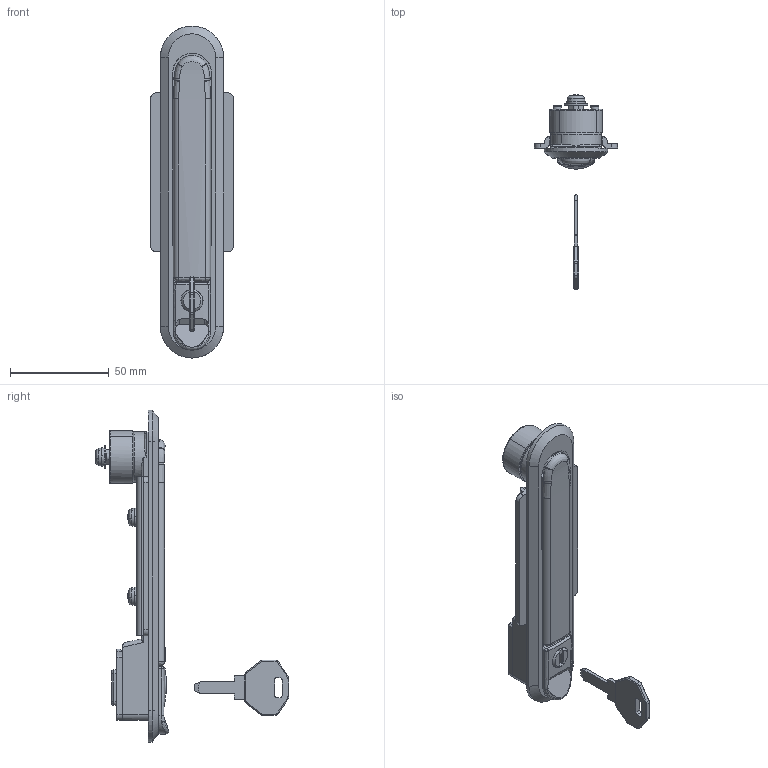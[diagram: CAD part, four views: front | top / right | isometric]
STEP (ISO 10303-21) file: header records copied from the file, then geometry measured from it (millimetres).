
FILE_DESCRIPTION((''),'2;1');
FILE_NAME('','2005-10-12T12:19:09',(''),(''),'','CADfix','');
FILE_SCHEMA(('AUTOMOTIVE_DESIGN'));
Length unit declared in the file: millimetre
Products named in the file (11): lock; screw_A; shaft; screw_B; key; handle; cover; cap; bracket; base; THA_449B_1K_2534_36
Assembly tree (11 placements, depth 2):
  THA_449B_1K_2534_36
    lock
    screw_A  x2
    shaft
    screw_B
    key
    handle
    cover
    cap
    bracket
    base
Bounding box: 42 x 98.17 x 168 mm (x, y, z)
Volume: 57532.6 mm3; surface area: 44260.3 mm2
Topology: 11 solids, 11 shells, 586 faces, 1649 edges, 1115 vertices
Faces by surface type: bspline 586
Entity records: 20341 total; most frequent: CARTESIAN_POINT 11388, ORIENTED_EDGE 3118, EDGE_CURVE 1559, VERTEX_POINT 1053, QUASI_UNIFORM_CURVE 798, EDGE_LOOP 604, FACE_OUTER_BOUND 556, ADVANCED_FACE 556
